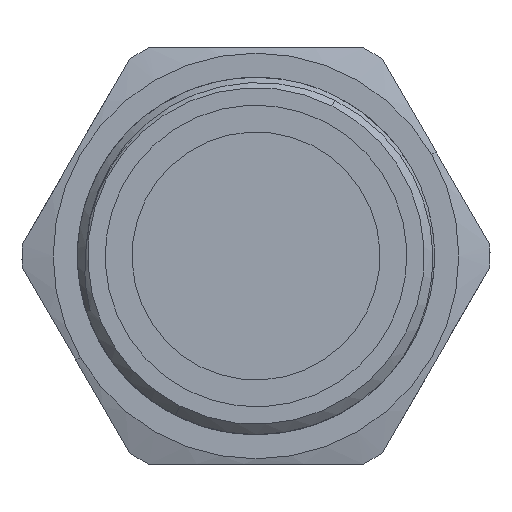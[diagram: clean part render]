
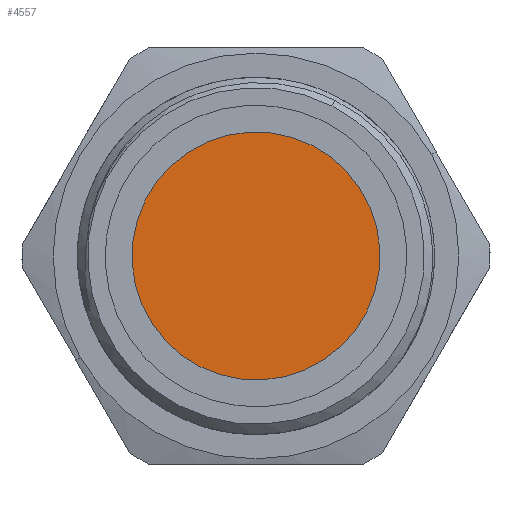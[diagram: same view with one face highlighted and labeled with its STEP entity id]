
A CAD part, front view. The second image highlights one B-rep face of the part: STEP entity #4557.
In plain terms, the highlighted planar face has unit normal (0, -1, 0).
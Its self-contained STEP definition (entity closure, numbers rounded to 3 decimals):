
#393 = EDGE_CURVE ( 'NONE', #5960, #4296, #3262, .T. ) ;
#981 = ORIENTED_EDGE ( 'NONE', *, *, #5492, .T. ) ;
#1007 = CARTESIAN_POINT ( 'NONE',  ( 0., -9.35, -4. ) ) ;
#1020 = EDGE_LOOP ( 'NONE', ( #981, #3251 ) ) ;
#1538 = CIRCLE ( 'NONE', #4832, 2.385 ) ;
#1695 = CARTESIAN_POINT ( 'NONE',  ( 0., -9.35, -4. ) ) ;
#1776 = DIRECTION ( 'NONE',  ( 0., -1., 0. ) ) ;
#2071 = DIRECTION ( 'NONE',  ( 0., -1., 0. ) ) ;
#2430 = CARTESIAN_POINT ( 'NONE',  ( -1.077, -9.35, -6.128 ) ) ;
#2470 = DIRECTION ( 'NONE',  ( 0.452, 0., 0.892 ) ) ;
#2777 = CARTESIAN_POINT ( 'NONE',  ( 1.077, -9.35, -1.872 ) ) ;
#3251 = ORIENTED_EDGE ( 'NONE', *, *, #393, .T. ) ;
#3262 = CIRCLE ( 'NONE', #5086, 2.385 ) ;
#3797 = DIRECTION ( 'NONE',  ( -0.892, 0., 0.452 ) ) ;
#4296 = VERTEX_POINT ( 'NONE', #2777 ) ;
#4317 = AXIS2_PLACEMENT_3D ( 'NONE', #1695, #6300, #3797 ) ;
#4557 = ADVANCED_FACE ( 'NONE', ( #6213 ), #4767, .T. ) ;
#4767 = PLANE ( 'NONE',  #4317 ) ;
#4832 = AXIS2_PLACEMENT_3D ( 'NONE', #6316, #1776, #5216 ) ;
#5086 = AXIS2_PLACEMENT_3D ( 'NONE', #1007, #2071, #2470 ) ;
#5216 = DIRECTION ( 'NONE',  ( 0.452, 0., 0.892 ) ) ;
#5492 = EDGE_CURVE ( 'NONE', #4296, #5960, #1538, .T. ) ;
#5960 = VERTEX_POINT ( 'NONE', #2430 ) ;
#6213 = FACE_OUTER_BOUND ( 'NONE', #1020, .T. ) ;
#6300 = DIRECTION ( 'NONE',  ( 0., -1., 0. ) ) ;
#6316 = CARTESIAN_POINT ( 'NONE',  ( 0., -9.35, -4. ) ) ;
